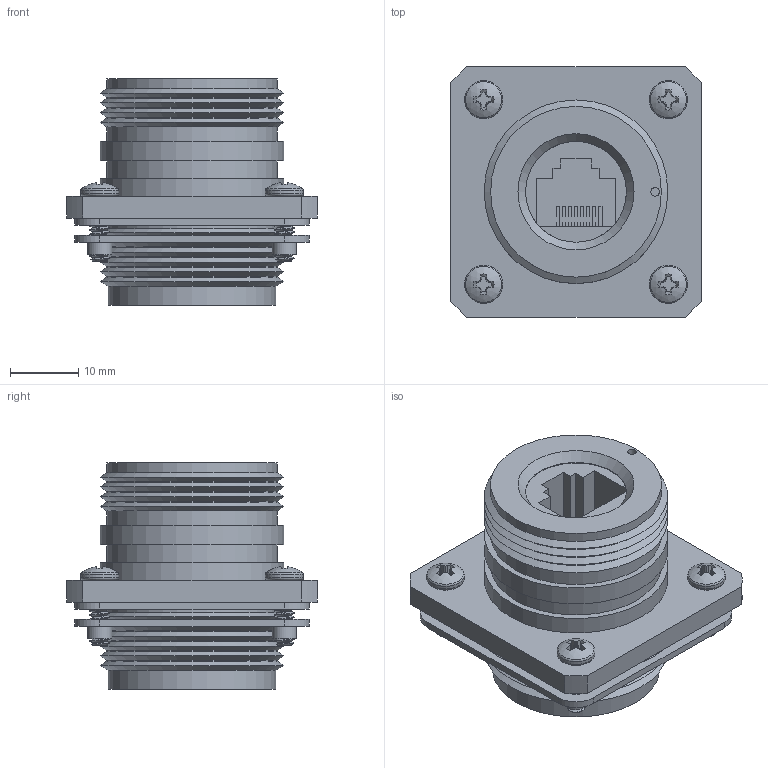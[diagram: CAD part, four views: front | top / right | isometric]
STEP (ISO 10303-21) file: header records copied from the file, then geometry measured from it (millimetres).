
FILE_DESCRIPTION (( 'STEP AP214' ), '1' );
FILE_NAME ('ECSH0201U00.STEP', '2018-01-15T20:24:30', ( '' ), ( '' ), 'SwSTEP 2.0', 'SolidWorks 2014', '' );
FILE_SCHEMA (( 'AUTOMOTIVE_DESIGN' ));
Length unit declared in the file: inch
Products named in the file (5): 3AA01-033; 3AA13-007; 3AA13-006; ECSH0201U00
Assembly tree (7 placements, depth 2):
  ECSH0201U00
    ECSH0201U00
    3AA13-006
    3AA13-007
    3AA01-033  x4
Bounding box: 36.58 x 36.58 x 33.02 mm (x, y, z)
Volume: 17769 mm3; surface area: 10700.5 mm2
Topology: 11 solids, 11 shells, 504 faces, 1340 edges, 876 vertices
Faces by surface type: cylinder 229, plane 208, cone 42, bspline 12, torus 9, sphere 4
Full cylindrical faces by diameter (mm): 1.27 x1, 2.54 x4, 3.531 x12, 3.556 x4, 5.563 x4, 14.732 x2, 22.784 x1, 24.435 x1, 24.943 x12, 26.797 x2, 32.004 x2
Entity records: 12272 total; most frequent: CARTESIAN_POINT 3153, ORIENTED_EDGE 1298, DIRECTION 1288, EDGE_CURVE 649, VERTEX_POINT 462, AXIS2_PLACEMENT_3D 449, EDGE_LOOP 429, VECTOR 390
